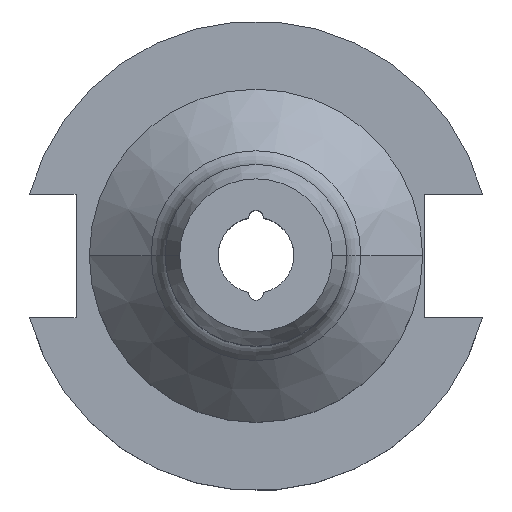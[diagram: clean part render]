
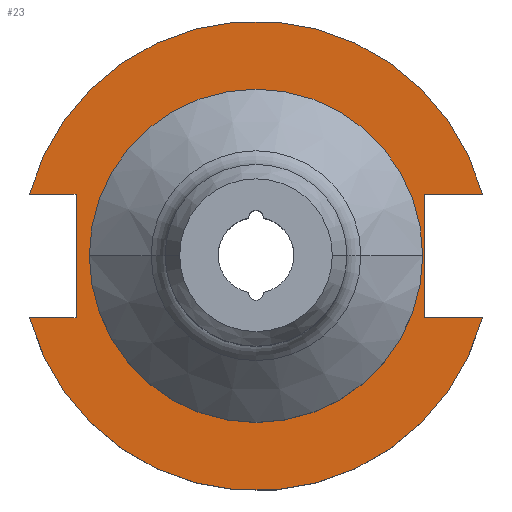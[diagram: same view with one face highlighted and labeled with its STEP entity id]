
A CAD part, top view. The second image highlights one B-rep face of the part: STEP entity #23.
In plain terms, the highlighted planar face has unit normal (0, 0, 1).
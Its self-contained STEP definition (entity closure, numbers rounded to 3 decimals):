
#3 = VERTEX_POINT ( 'NONE', #778 ) ;
#23 = ADVANCED_FACE ( 'NONE', ( #1303, #1746 ), #44, .T. ) ;
#44 = PLANE ( 'NONE',  #402 ) ;
#50 = ORIENTED_EDGE ( 'NONE', *, *, #1502, .F. ) ;
#62 = DIRECTION ( 'NONE',  ( 1., 0., 0. ) ) ;
#92 = LINE ( 'NONE', #101, #821 ) ;
#101 = CARTESIAN_POINT ( 'NONE',  ( 35.306, -12.954, 19.05 ) ) ;
#189 = DIRECTION ( 'NONE',  ( 0., 0., 1. ) ) ;
#197 = LINE ( 'NONE', #1255, #1226 ) ;
#221 = CIRCLE ( 'NONE', #1791, 49.212 ) ;
#231 = CARTESIAN_POINT ( 'NONE',  ( 0., 0., 19.05 ) ) ;
#258 = VERTEX_POINT ( 'NONE', #679 ) ;
#291 = EDGE_CURVE ( 'NONE', #258, #3, #1767, .T. ) ;
#351 = DIRECTION ( 'NONE',  ( -1., 0., 0. ) ) ;
#371 = DIRECTION ( 'NONE',  ( 1., 0., 0. ) ) ;
#372 = EDGE_CURVE ( 'NONE', #1055, #1334, #500, .T. ) ;
#377 = DIRECTION ( 'NONE',  ( 0., -1., 0. ) ) ;
#402 = AXIS2_PLACEMENT_3D ( 'NONE', #923, #1509, #480 ) ;
#418 = EDGE_CURVE ( 'NONE', #1335, #1796, #1574, .T. ) ;
#457 = DIRECTION ( 'NONE',  ( 0., 0., 1. ) ) ;
#462 = VERTEX_POINT ( 'NONE', #1638 ) ;
#480 = DIRECTION ( 'NONE',  ( 1., 0., 0. ) ) ;
#500 = CIRCLE ( 'NONE', #958, 34.925 ) ;
#505 = EDGE_LOOP ( 'NONE', ( #968, #1049 ) ) ;
#557 = CIRCLE ( 'NONE', #856, 49.212 ) ;
#563 = CARTESIAN_POINT ( 'NONE',  ( -63.719, -12.954, 19.05 ) ) ;
#576 = ORIENTED_EDGE ( 'NONE', *, *, #623, .F. ) ;
#580 = CIRCLE ( 'NONE', #1827, 34.925 ) ;
#590 = ORIENTED_EDGE ( 'NONE', *, *, #1652, .T. ) ;
#623 = EDGE_CURVE ( 'NONE', #462, #1617, #92, .T. ) ;
#651 = CARTESIAN_POINT ( 'NONE',  ( 47.477, 12.954, 19.05 ) ) ;
#679 = CARTESIAN_POINT ( 'NONE',  ( -37.719, -12.954, 19.05 ) ) ;
#688 = CARTESIAN_POINT ( 'NONE',  ( -47.477, 12.954, 19.05 ) ) ;
#767 = VECTOR ( 'NONE', #1588, 1000. ) ;
#778 = CARTESIAN_POINT ( 'NONE',  ( -37.719, 12.954, 19.05 ) ) ;
#782 = ORIENTED_EDGE ( 'NONE', *, *, #1420, .F. ) ;
#793 = VECTOR ( 'NONE', #1053, 1000. ) ;
#821 = VECTOR ( 'NONE', #1123, 1000. ) ;
#856 = AXIS2_PLACEMENT_3D ( 'NONE', #1824, #941, #62 ) ;
#874 = EDGE_CURVE ( 'NONE', #1334, #1055, #580, .T. ) ;
#906 = LINE ( 'NONE', #1675, #1342 ) ;
#923 = CARTESIAN_POINT ( 'NONE',  ( 0., 49.212, 19.05 ) ) ;
#937 = VECTOR ( 'NONE', #1309, 1000. ) ;
#941 = DIRECTION ( 'NONE',  ( 0., 0., 1. ) ) ;
#952 = ORIENTED_EDGE ( 'NONE', *, *, #291, .F. ) ;
#958 = AXIS2_PLACEMENT_3D ( 'NONE', #1488, #457, #1007 ) ;
#968 = ORIENTED_EDGE ( 'NONE', *, *, #372, .F. ) ;
#1007 = DIRECTION ( 'NONE',  ( 1., 0., 0. ) ) ;
#1045 = ORIENTED_EDGE ( 'NONE', *, *, #418, .F. ) ;
#1049 = ORIENTED_EDGE ( 'NONE', *, *, #874, .F. ) ;
#1053 = DIRECTION ( 'NONE',  ( -1., 0., 0. ) ) ;
#1055 = VERTEX_POINT ( 'NONE', #1776 ) ;
#1068 = CARTESIAN_POINT ( 'NONE',  ( 0., 0., 19.05 ) ) ;
#1109 = EDGE_CURVE ( 'NONE', #1335, #1453, #221, .T. ) ;
#1123 = DIRECTION ( 'NONE',  ( 1., 0., 0. ) ) ;
#1127 = EDGE_LOOP ( 'NONE', ( #590, #576, #782, #1045, #1668, #1555, #952, #50 ) ) ;
#1210 = DIRECTION ( 'NONE',  ( 1., 0., 0. ) ) ;
#1226 = VECTOR ( 'NONE', #377, 1000. ) ;
#1235 = CARTESIAN_POINT ( 'NONE',  ( -34.925, 0., 19.05 ) ) ;
#1248 = DIRECTION ( 'NONE',  ( 0., 0., 1. ) ) ;
#1255 = CARTESIAN_POINT ( 'NONE',  ( 35.306, 12.954, 19.05 ) ) ;
#1303 = FACE_BOUND ( 'NONE', #505, .T. ) ;
#1309 = DIRECTION ( 'NONE',  ( 0., 1., 0. ) ) ;
#1334 = VERTEX_POINT ( 'NONE', #1235 ) ;
#1335 = VERTEX_POINT ( 'NONE', #651 ) ;
#1342 = VECTOR ( 'NONE', #351, 1000. ) ;
#1420 = EDGE_CURVE ( 'NONE', #1796, #462, #197, .T. ) ;
#1453 = VERTEX_POINT ( 'NONE', #688 ) ;
#1476 = VERTEX_POINT ( 'NONE', #1571 ) ;
#1488 = CARTESIAN_POINT ( 'NONE',  ( 0., 0., 19.05 ) ) ;
#1502 = EDGE_CURVE ( 'NONE', #1476, #258, #1853, .T. ) ;
#1509 = DIRECTION ( 'NONE',  ( 0., 0., 1. ) ) ;
#1516 = CARTESIAN_POINT ( 'NONE',  ( 47.477, -12.954, 19.05 ) ) ;
#1555 = ORIENTED_EDGE ( 'NONE', *, *, #1698, .F. ) ;
#1571 = CARTESIAN_POINT ( 'NONE',  ( -47.477, -12.954, 19.05 ) ) ;
#1574 = LINE ( 'NONE', #1739, #793 ) ;
#1588 = DIRECTION ( 'NONE',  ( 1., 0., 0. ) ) ;
#1599 = CARTESIAN_POINT ( 'NONE',  ( -37.719, 12.954, 19.05 ) ) ;
#1617 = VERTEX_POINT ( 'NONE', #1516 ) ;
#1638 = CARTESIAN_POINT ( 'NONE',  ( 35.306, -12.954, 19.05 ) ) ;
#1652 = EDGE_CURVE ( 'NONE', #1476, #1617, #557, .T. ) ;
#1668 = ORIENTED_EDGE ( 'NONE', *, *, #1109, .T. ) ;
#1675 = CARTESIAN_POINT ( 'NONE',  ( -63.719, 12.954, 19.05 ) ) ;
#1698 = EDGE_CURVE ( 'NONE', #3, #1453, #906, .T. ) ;
#1724 = CARTESIAN_POINT ( 'NONE',  ( 35.306, 12.954, 19.05 ) ) ;
#1739 = CARTESIAN_POINT ( 'NONE',  ( 35.306, 12.954, 19.05 ) ) ;
#1746 = FACE_OUTER_BOUND ( 'NONE', #1127, .T. ) ;
#1767 = LINE ( 'NONE', #1599, #937 ) ;
#1776 = CARTESIAN_POINT ( 'NONE',  ( 34.925, 0., 19.05 ) ) ;
#1791 = AXIS2_PLACEMENT_3D ( 'NONE', #1068, #189, #1210 ) ;
#1796 = VERTEX_POINT ( 'NONE', #1724 ) ;
#1824 = CARTESIAN_POINT ( 'NONE',  ( 0., 0., 19.05 ) ) ;
#1827 = AXIS2_PLACEMENT_3D ( 'NONE', #231, #1248, #371 ) ;
#1853 = LINE ( 'NONE', #563, #767 ) ;
